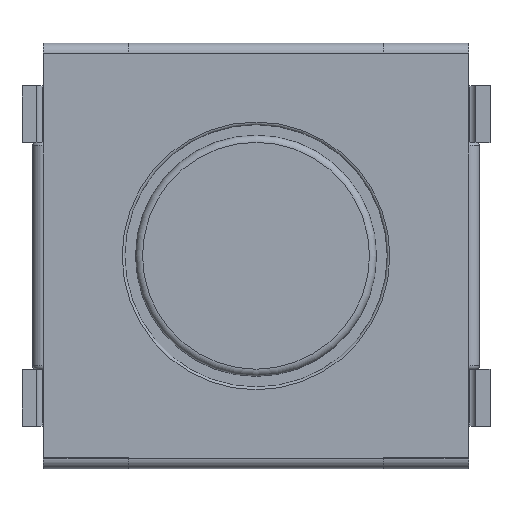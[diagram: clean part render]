
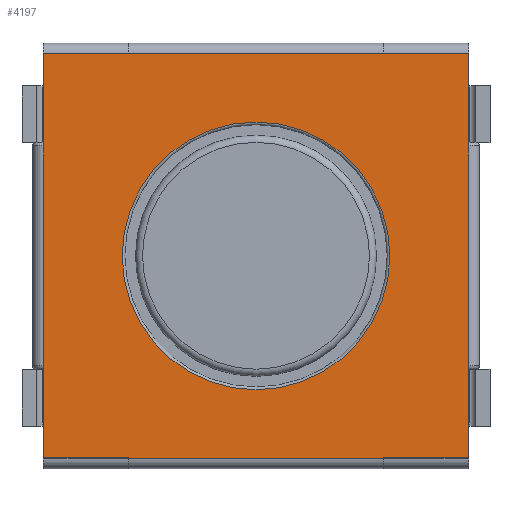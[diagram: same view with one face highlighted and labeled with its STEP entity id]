
A CAD part, top view. The second image highlights one B-rep face of the part: STEP entity #4197.
In plain terms, the highlighted planar face has unit normal (0, 0, 1).
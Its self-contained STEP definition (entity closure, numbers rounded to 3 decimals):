
#2914 = VERTEX_POINT('',#2915);
#2915 = CARTESIAN_POINT('',(-1.8,2.85,2.5));
#2921 = EDGE_CURVE('',#2914,#2922,#2924,.T.);
#2922 = VERTEX_POINT('',#2923);
#2923 = CARTESIAN_POINT('',(-1.8,2.852,2.5));
#2924 = LINE('',#2925,#2926);
#2925 = CARTESIAN_POINT('',(-1.8,2.85,2.5));
#2926 = VECTOR('',#2927,1.);
#2927 = DIRECTION('',(0.,1.,0.));
#3187 = VERTEX_POINT('',#3188);
#3188 = CARTESIAN_POINT('',(-1.8,-2.85,2.5));
#3194 = EDGE_CURVE('',#3187,#3195,#3197,.T.);
#3195 = VERTEX_POINT('',#3196);
#3196 = CARTESIAN_POINT('',(-1.8,-2.852,2.5));
#3197 = LINE('',#3198,#3199);
#3198 = CARTESIAN_POINT('',(-1.8,-2.85,2.5));
#3199 = VECTOR('',#3200,1.);
#3200 = DIRECTION('',(0.,-1.,0.));
#3578 = EDGE_CURVE('',#3579,#3581,#3583,.T.);
#3579 = VERTEX_POINT('',#3580);
#3580 = CARTESIAN_POINT('',(1.8,-2.85,2.5));
#3581 = VERTEX_POINT('',#3582);
#3582 = CARTESIAN_POINT('',(1.8,-2.852,2.5));
#3583 = LINE('',#3584,#3585);
#3584 = CARTESIAN_POINT('',(1.8,-2.85,2.5));
#3585 = VECTOR('',#3586,1.);
#3586 = DIRECTION('',(0.,-1.,0.));
#3851 = EDGE_CURVE('',#3852,#3854,#3856,.T.);
#3852 = VERTEX_POINT('',#3853);
#3853 = CARTESIAN_POINT('',(1.8,2.85,2.5));
#3854 = VERTEX_POINT('',#3855);
#3855 = CARTESIAN_POINT('',(1.8,2.852,2.5));
#3856 = LINE('',#3857,#3858);
#3857 = CARTESIAN_POINT('',(1.8,2.85,2.5));
#3858 = VECTOR('',#3859,1.);
#3859 = DIRECTION('',(0.,1.,0.));
#4110 = EDGE_CURVE('',#3195,#3581,#4111,.T.);
#4111 = LINE('',#4112,#4113);
#4112 = CARTESIAN_POINT('',(-1.8,-2.852,2.5));
#4113 = VECTOR('',#4114,1.);
#4114 = DIRECTION('',(1.,0.,0.));
#4139 = EDGE_CURVE('',#2922,#3854,#4140,.T.);
#4140 = LINE('',#4141,#4142);
#4141 = CARTESIAN_POINT('',(-1.8,2.852,2.5));
#4142 = VECTOR('',#4143,1.);
#4143 = DIRECTION('',(1.,0.,0.));
#4197 = ADVANCED_FACE('',(#4198,#4314),#4325,.T.);
#4198 = FACE_BOUND('',#4199,.T.);
#4199 = EDGE_LOOP('',(#4200,#4210,#4218,#4226,#4234,#4242,#4248,#4249,
#4250,#4251,#4259,#4267,#4275,#4283,#4291,#4299,#4305,#4306,#4307,
#4308));
#4200 = ORIENTED_EDGE('',*,*,#4201,.T.);
#4201 = EDGE_CURVE('',#4202,#4204,#4206,.T.);
#4202 = VERTEX_POINT('',#4203);
#4203 = CARTESIAN_POINT('',(3.,-2.85,2.5));
#4204 = VERTEX_POINT('',#4205);
#4205 = CARTESIAN_POINT('',(3.,-1.55,2.5));
#4206 = LINE('',#4207,#4208);
#4207 = CARTESIAN_POINT('',(3.,-2.85,2.5));
#4208 = VECTOR('',#4209,1.);
#4209 = DIRECTION('',(0.,1.,0.));
#4210 = ORIENTED_EDGE('',*,*,#4211,.F.);
#4211 = EDGE_CURVE('',#4212,#4204,#4214,.T.);
#4212 = VERTEX_POINT('',#4213);
#4213 = CARTESIAN_POINT('',(3.002,-1.55,2.5));
#4214 = LINE('',#4215,#4216);
#4215 = CARTESIAN_POINT('',(3.002,-1.55,2.5));
#4216 = VECTOR('',#4217,1.);
#4217 = DIRECTION('',(-1.,0.,0.));
#4218 = ORIENTED_EDGE('',*,*,#4219,.T.);
#4219 = EDGE_CURVE('',#4212,#4220,#4222,.T.);
#4220 = VERTEX_POINT('',#4221);
#4221 = CARTESIAN_POINT('',(3.002,1.55,2.5));
#4222 = LINE('',#4223,#4224);
#4223 = CARTESIAN_POINT('',(3.002,-1.6,2.5));
#4224 = VECTOR('',#4225,1.);
#4225 = DIRECTION('',(0.,1.,0.));
#4226 = ORIENTED_EDGE('',*,*,#4227,.T.);
#4227 = EDGE_CURVE('',#4220,#4228,#4230,.T.);
#4228 = VERTEX_POINT('',#4229);
#4229 = CARTESIAN_POINT('',(3.,1.55,2.5));
#4230 = LINE('',#4231,#4232);
#4231 = CARTESIAN_POINT('',(3.002,1.55,2.5));
#4232 = VECTOR('',#4233,1.);
#4233 = DIRECTION('',(-1.,0.,0.));
#4234 = ORIENTED_EDGE('',*,*,#4235,.T.);
#4235 = EDGE_CURVE('',#4228,#4236,#4238,.T.);
#4236 = VERTEX_POINT('',#4237);
#4237 = CARTESIAN_POINT('',(3.,2.85,2.5));
#4238 = LINE('',#4239,#4240);
#4239 = CARTESIAN_POINT('',(3.,-2.85,2.5));
#4240 = VECTOR('',#4241,1.);
#4241 = DIRECTION('',(0.,1.,0.));
#4242 = ORIENTED_EDGE('',*,*,#4243,.T.);
#4243 = EDGE_CURVE('',#4236,#3852,#4244,.T.);
#4244 = LINE('',#4245,#4246);
#4245 = CARTESIAN_POINT('',(3.,2.85,2.5));
#4246 = VECTOR('',#4247,1.);
#4247 = DIRECTION('',(-1.,0.,0.));
#4248 = ORIENTED_EDGE('',*,*,#3851,.T.);
#4249 = ORIENTED_EDGE('',*,*,#4139,.F.);
#4250 = ORIENTED_EDGE('',*,*,#2921,.F.);
#4251 = ORIENTED_EDGE('',*,*,#4252,.T.);
#4252 = EDGE_CURVE('',#2914,#4253,#4255,.T.);
#4253 = VERTEX_POINT('',#4254);
#4254 = CARTESIAN_POINT('',(-3.,2.85,2.5));
#4255 = LINE('',#4256,#4257);
#4256 = CARTESIAN_POINT('',(3.,2.85,2.5));
#4257 = VECTOR('',#4258,1.);
#4258 = DIRECTION('',(-1.,0.,0.));
#4259 = ORIENTED_EDGE('',*,*,#4260,.T.);
#4260 = EDGE_CURVE('',#4253,#4261,#4263,.T.);
#4261 = VERTEX_POINT('',#4262);
#4262 = CARTESIAN_POINT('',(-3.,1.55,2.5));
#4263 = LINE('',#4264,#4265);
#4264 = CARTESIAN_POINT('',(-3.,2.85,2.5));
#4265 = VECTOR('',#4266,1.);
#4266 = DIRECTION('',(0.,-1.,0.));
#4267 = ORIENTED_EDGE('',*,*,#4268,.F.);
#4268 = EDGE_CURVE('',#4269,#4261,#4271,.T.);
#4269 = VERTEX_POINT('',#4270);
#4270 = CARTESIAN_POINT('',(-3.002,1.55,2.5));
#4271 = LINE('',#4272,#4273);
#4272 = CARTESIAN_POINT('',(-3.002,1.55,2.5));
#4273 = VECTOR('',#4274,1.);
#4274 = DIRECTION('',(1.,0.,0.));
#4275 = ORIENTED_EDGE('',*,*,#4276,.F.);
#4276 = EDGE_CURVE('',#4277,#4269,#4279,.T.);
#4277 = VERTEX_POINT('',#4278);
#4278 = CARTESIAN_POINT('',(-3.002,-1.55,2.5));
#4279 = LINE('',#4280,#4281);
#4280 = CARTESIAN_POINT('',(-3.002,-1.6,2.5));
#4281 = VECTOR('',#4282,1.);
#4282 = DIRECTION('',(0.,1.,0.));
#4283 = ORIENTED_EDGE('',*,*,#4284,.T.);
#4284 = EDGE_CURVE('',#4277,#4285,#4287,.T.);
#4285 = VERTEX_POINT('',#4286);
#4286 = CARTESIAN_POINT('',(-3.,-1.55,2.5));
#4287 = LINE('',#4288,#4289);
#4288 = CARTESIAN_POINT('',(-3.002,-1.55,2.5));
#4289 = VECTOR('',#4290,1.);
#4290 = DIRECTION('',(1.,0.,0.));
#4291 = ORIENTED_EDGE('',*,*,#4292,.T.);
#4292 = EDGE_CURVE('',#4285,#4293,#4295,.T.);
#4293 = VERTEX_POINT('',#4294);
#4294 = CARTESIAN_POINT('',(-3.,-2.85,2.5));
#4295 = LINE('',#4296,#4297);
#4296 = CARTESIAN_POINT('',(-3.,2.85,2.5));
#4297 = VECTOR('',#4298,1.);
#4298 = DIRECTION('',(0.,-1.,0.));
#4299 = ORIENTED_EDGE('',*,*,#4300,.T.);
#4300 = EDGE_CURVE('',#4293,#3187,#4301,.T.);
#4301 = LINE('',#4302,#4303);
#4302 = CARTESIAN_POINT('',(-3.,-2.85,2.5));
#4303 = VECTOR('',#4304,1.);
#4304 = DIRECTION('',(1.,0.,0.));
#4305 = ORIENTED_EDGE('',*,*,#3194,.T.);
#4306 = ORIENTED_EDGE('',*,*,#4110,.T.);
#4307 = ORIENTED_EDGE('',*,*,#3578,.F.);
#4308 = ORIENTED_EDGE('',*,*,#4309,.T.);
#4309 = EDGE_CURVE('',#3579,#4202,#4310,.T.);
#4310 = LINE('',#4311,#4312);
#4311 = CARTESIAN_POINT('',(-3.,-2.85,2.5));
#4312 = VECTOR('',#4313,1.);
#4313 = DIRECTION('',(1.,0.,0.));
#4314 = FACE_BOUND('',#4315,.T.);
#4315 = EDGE_LOOP('',(#4316));
#4316 = ORIENTED_EDGE('',*,*,#4317,.T.);
#4317 = EDGE_CURVE('',#4318,#4318,#4320,.T.);
#4318 = VERTEX_POINT('',#4319);
#4319 = CARTESIAN_POINT('',(0.,1.888,2.5));
#4320 = CIRCLE('',#4321,1.888);
#4321 = AXIS2_PLACEMENT_3D('',#4322,#4323,#4324);
#4322 = CARTESIAN_POINT('',(0.,0.,2.5));
#4323 = DIRECTION('',(0.,0.,-1.));
#4324 = DIRECTION('',(0.,1.,0.));
#4325 = PLANE('',#4326);
#4326 = AXIS2_PLACEMENT_3D('',#4327,#4328,#4329);
#4327 = CARTESIAN_POINT('',(0.,0.,2.5)
);
#4328 = DIRECTION('',(0.,0.,1.));
#4329 = DIRECTION('',(-1.,0.,0.));
